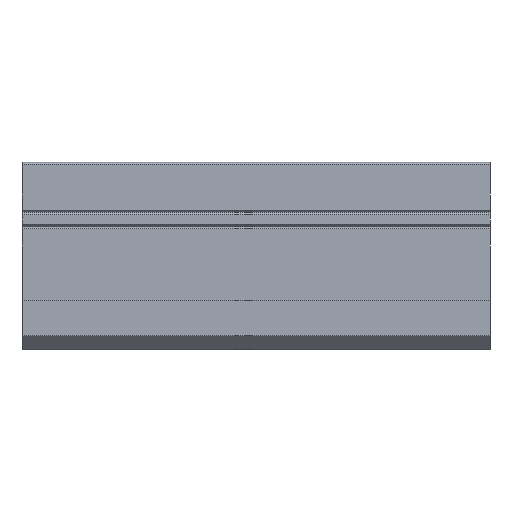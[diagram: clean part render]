
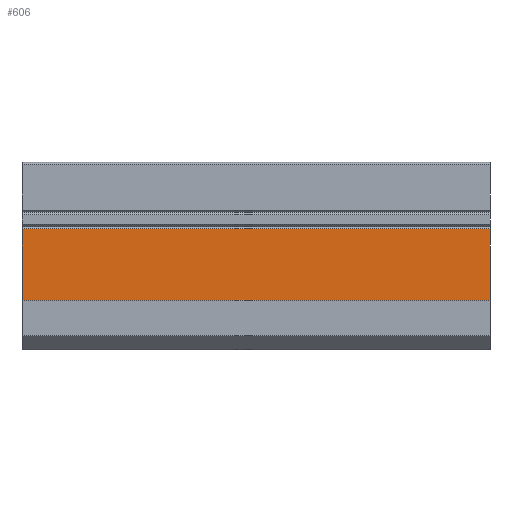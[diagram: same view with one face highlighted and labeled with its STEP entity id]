
A CAD part, front view. The second image highlights one B-rep face of the part: STEP entity #606.
In plain terms, the highlighted planar face has unit normal (0, -1, 0).
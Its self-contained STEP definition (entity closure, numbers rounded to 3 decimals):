
#96 = CARTESIAN_POINT ( 'NONE',  ( 0., -1769.737, 2570.421 ) ) ;
#107 = CARTESIAN_POINT ( 'NONE',  ( 100., -1769.737, 2570.421 ) ) ;
#140 = LINE ( 'NONE', #107, #142 ) ;
#141 = DIRECTION ( 'NONE',  ( -1., 0., 0. ) ) ;
#142 = VECTOR ( 'NONE', #141, 1000. ) ;
#248 = DIRECTION ( 'NONE',  ( 0., 0., -1. ) ) ;
#249 = CARTESIAN_POINT ( 'NONE',  ( 100., -1769.737, 2585.721 ) ) ;
#262 = DIRECTION ( 'NONE',  ( 0., 1., 0. ) ) ;
#263 = CARTESIAN_POINT ( 'NONE',  ( 100., -1769.737, 2585.721 ) ) ;
#264 = FACE_OUTER_BOUND ( 'NONE', #429, .T. ) ;
#266 = PLANE ( 'NONE',  #336 ) ;
#325 = VECTOR ( 'NONE', #248, 1000. ) ;
#327 = LINE ( 'NONE', #249, #325 ) ;
#328 = DIRECTION ( 'NONE',  ( 0., 0., 1. ) ) ;
#336 = AXIS2_PLACEMENT_3D ( 'NONE', #263, #262, #328 ) ;
#407 = EDGE_CURVE ( 'NONE', #409, #418, #710, .T. ) ;
#409 = VERTEX_POINT ( 'NONE', #711 ) ;
#411 = EDGE_CURVE ( 'NONE', #418, #578, #704, .T. ) ;
#414 = VERTEX_POINT ( 'NONE', #714 ) ;
#418 = VERTEX_POINT ( 'NONE', #715 ) ;
#428 = ORIENTED_EDGE ( 'NONE', *, *, #411, .T. ) ;
#429 = EDGE_LOOP ( 'NONE', ( #428, #608, #607, #430 ) ) ;
#430 = ORIENTED_EDGE ( 'NONE', *, *, #407, .T. ) ;
#578 = VERTEX_POINT ( 'NONE', #96 ) ;
#579 = EDGE_CURVE ( 'NONE', #414, #578, #140, .T. ) ;
#606 = ADVANCED_FACE ( 'NONE', ( #264 ), #266, .F. ) ;
#607 = ORIENTED_EDGE ( 'NONE', *, *, #609, .F. ) ;
#608 = ORIENTED_EDGE ( 'NONE', *, *, #579, .F. ) ;
#609 = EDGE_CURVE ( 'NONE', #409, #414, #327, .T. ) ;
#701 = DIRECTION ( 'NONE',  ( 0., 0., -1. ) ) ;
#702 = VECTOR ( 'NONE', #701, 1000. ) ;
#703 = CARTESIAN_POINT ( 'NONE',  ( 0., -1769.737, 2585.721 ) ) ;
#704 = LINE ( 'NONE', #703, #702 ) ;
#707 = DIRECTION ( 'NONE',  ( -1., 0., 0. ) ) ;
#708 = VECTOR ( 'NONE', #707, 1000. ) ;
#709 = CARTESIAN_POINT ( 'NONE',  ( 100., -1769.737, 2585.721 ) ) ;
#710 = LINE ( 'NONE', #709, #708 ) ;
#711 = CARTESIAN_POINT ( 'NONE',  ( 100., -1769.737, 2585.721 ) ) ;
#714 = CARTESIAN_POINT ( 'NONE',  ( 100., -1769.737, 2570.421 ) ) ;
#715 = CARTESIAN_POINT ( 'NONE',  ( 0., -1769.737, 2585.721 ) ) ;
